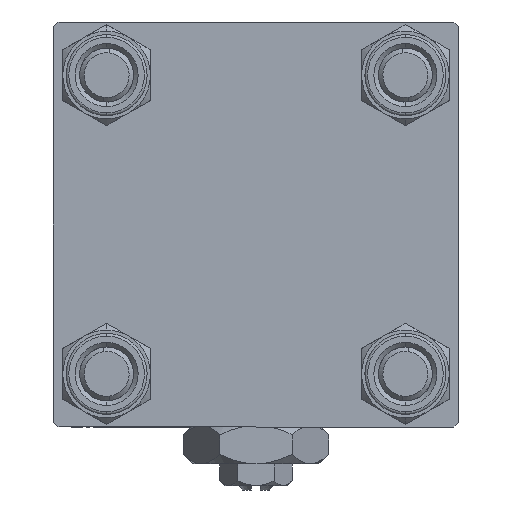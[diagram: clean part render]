
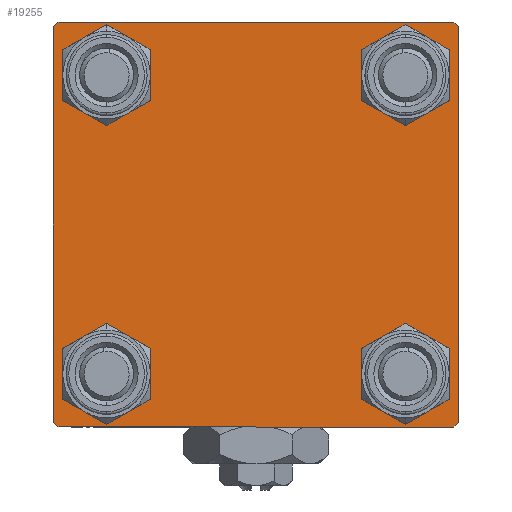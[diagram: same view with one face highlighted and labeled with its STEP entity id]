
A CAD part, left-side view. The second image highlights one B-rep face of the part: STEP entity #19255.
In plain terms, the highlighted planar face has unit normal (-1, 0, 0).
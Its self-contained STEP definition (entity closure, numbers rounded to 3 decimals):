
#667 = CIRCLE ( 'NONE', #29980, 3.5 ) ;
#747 = VERTEX_POINT ( 'NONE', #33069 ) ;
#931 = VERTEX_POINT ( 'NONE', #5419 ) ;
#1134 = VECTOR ( 'NONE', #42710, 1000. ) ;
#1240 = CARTESIAN_POINT ( 'NONE',  ( 0., -16.6, 16.6 ) ) ;
#1752 = DIRECTION ( 'NONE',  ( 0., 0., 1. ) ) ;
#2163 = VECTOR ( 'NONE', #27551, 1000. ) ;
#2164 = LINE ( 'NONE', #14233, #30763 ) ;
#2505 = FACE_OUTER_BOUND ( 'NONE', #33108, .T. ) ;
#2521 = DIRECTION ( 'NONE',  ( 0., -0.707, 0.707 ) ) ;
#3199 = CARTESIAN_POINT ( 'NONE',  ( 0., 22., 22.5 ) ) ;
#3246 = EDGE_CURVE ( 'NONE', #11104, #48176, #667, .T. ) ;
#3278 = CARTESIAN_POINT ( 'NONE',  ( 0., -22.5, -22. ) ) ;
#3522 = LINE ( 'NONE', #19803, #43446 ) ;
#3983 = DIRECTION ( 'NONE',  ( 1., 0., 0. ) ) ;
#3991 = EDGE_CURVE ( 'NONE', #50409, #747, #8243, .T. ) ;
#4183 = AXIS2_PLACEMENT_3D ( 'NONE', #47232, #3983, #44097 ) ;
#4927 = VERTEX_POINT ( 'NONE', #17104 ) ;
#5419 = CARTESIAN_POINT ( 'NONE',  ( 0., 22., -22.5 ) ) ;
#5420 = AXIS2_PLACEMENT_3D ( 'NONE', #50230, #22962, #26129 ) ;
#6018 = ORIENTED_EDGE ( 'NONE', *, *, #32710, .T. ) ;
#6250 = AXIS2_PLACEMENT_3D ( 'NONE', #7353, #8144, #31220 ) ;
#6435 = PLANE ( 'NONE',  #5420 ) ;
#7213 = DIRECTION ( 'NONE',  ( 0., 0., 1. ) ) ;
#7289 = CARTESIAN_POINT ( 'NONE',  ( 0., 16.6, 13.1 ) ) ;
#7353 = CARTESIAN_POINT ( 'NONE',  ( 0., -16.6, -16.6 ) ) ;
#7970 = CIRCLE ( 'NONE', #6250, 3.5 ) ;
#8144 = DIRECTION ( 'NONE',  ( 1., 0., 0. ) ) ;
#8243 = CIRCLE ( 'NONE', #12441, 3.5 ) ;
#8846 = CARTESIAN_POINT ( 'NONE',  ( 0., -22.5, 22. ) ) ;
#9261 = CARTESIAN_POINT ( 'NONE',  ( 0., -16.6, 13.1 ) ) ;
#9794 = DIRECTION ( 'NONE',  ( 0., 0., -1. ) ) ;
#10460 = ORIENTED_EDGE ( 'NONE', *, *, #12504, .T. ) ;
#10803 = CARTESIAN_POINT ( 'NONE',  ( 0., 22.5, 22.5 ) ) ;
#11036 = DIRECTION ( 'NONE',  ( 0., 0., 1. ) ) ;
#11104 = VERTEX_POINT ( 'NONE', #48216 ) ;
#11978 = DIRECTION ( 'NONE',  ( 0., 0., 1. ) ) ;
#12441 = AXIS2_PLACEMENT_3D ( 'NONE', #44121, #40199, #24218 ) ;
#12504 = EDGE_CURVE ( 'NONE', #18112, #931, #18857, .T. ) ;
#13338 = CARTESIAN_POINT ( 'NONE',  ( 0., 16.6, -20.1 ) ) ;
#14132 = EDGE_CURVE ( 'NONE', #48176, #11104, #16967, .T. ) ;
#14233 = CARTESIAN_POINT ( 'NONE',  ( 0., 22.5, -22.5 ) ) ;
#14754 = CIRCLE ( 'NONE', #31501, 3.5 ) ;
#14806 = VERTEX_POINT ( 'NONE', #18814 ) ;
#14913 = ORIENTED_EDGE ( 'NONE', *, *, #14132, .T. ) ;
#15352 = FACE_BOUND ( 'NONE', #38747, .T. ) ;
#15510 = CARTESIAN_POINT ( 'NONE',  ( 0., -16.6, -13.1 ) ) ;
#15920 = CARTESIAN_POINT ( 'NONE',  ( 0., 16.6, 16.6 ) ) ;
#16967 = CIRCLE ( 'NONE', #46261, 3.5 ) ;
#17104 = CARTESIAN_POINT ( 'NONE',  ( 0., -22., 22.5 ) ) ;
#17226 = LINE ( 'NONE', #33220, #46683 ) ;
#17506 = ORIENTED_EDGE ( 'NONE', *, *, #3991, .T. ) ;
#18112 = VERTEX_POINT ( 'NONE', #39000 ) ;
#18376 = VERTEX_POINT ( 'NONE', #3278 ) ;
#18677 = ORIENTED_EDGE ( 'NONE', *, *, #34619, .F. ) ;
#18814 = CARTESIAN_POINT ( 'NONE',  ( 0., 16.6, 20.1 ) ) ;
#18857 = LINE ( 'NONE', #33816, #1134 ) ;
#18881 = LINE ( 'NONE', #26766, #2163 ) ;
#19255 = ADVANCED_FACE ( 'NONE', ( #26906, #15352, #46294, #38164, #2505 ), #6435, .T. ) ;
#19803 = CARTESIAN_POINT ( 'NONE',  ( 0., 22.25, 22.25 ) ) ;
#20724 = EDGE_CURVE ( 'NONE', #49910, #4927, #18881, .T. ) ;
#21610 = CARTESIAN_POINT ( 'NONE',  ( 0., -22.5, 22.5 ) ) ;
#21859 = DIRECTION ( 'NONE',  ( 0., -1., 0. ) ) ;
#22270 = ORIENTED_EDGE ( 'NONE', *, *, #20724, .F. ) ;
#22848 = CARTESIAN_POINT ( 'NONE',  ( 0., 16.6, 16.6 ) ) ;
#22962 = DIRECTION ( 'NONE',  ( -1., 0., 0. ) ) ;
#23087 = VERTEX_POINT ( 'NONE', #15510 ) ;
#24218 = DIRECTION ( 'NONE',  ( 0., 0., 1. ) ) ;
#26129 = DIRECTION ( 'NONE',  ( 0., 0., 1. ) ) ;
#26213 = EDGE_LOOP ( 'NONE', ( #50658, #14913 ) ) ;
#26305 = EDGE_CURVE ( 'NONE', #29223, #18376, #38459, .T. ) ;
#26766 = CARTESIAN_POINT ( 'NONE',  ( 0., 22.5, 22.5 ) ) ;
#26906 = FACE_BOUND ( 'NONE', #26213, .T. ) ;
#27069 = DIRECTION ( 'NONE',  ( 0., 0., -1. ) ) ;
#27303 = DIRECTION ( 'NONE',  ( 1., 0., 0. ) ) ;
#27504 = VERTEX_POINT ( 'NONE', #40356 ) ;
#27551 = DIRECTION ( 'NONE',  ( 0., -1., 0. ) ) ;
#27941 = DIRECTION ( 'NONE',  ( 0., 0.707, -0.707 ) ) ;
#27965 = DIRECTION ( 'NONE',  ( 1., 0., 0. ) ) ;
#29024 = VECTOR ( 'NONE', #2521, 1000. ) ;
#29156 = EDGE_CURVE ( 'NONE', #931, #29223, #2164, .T. ) ;
#29223 = VERTEX_POINT ( 'NONE', #35446 ) ;
#29670 = VECTOR ( 'NONE', #9794, 1000. ) ;
#29980 = AXIS2_PLACEMENT_3D ( 'NONE', #1240, #37935, #1752 ) ;
#30347 = ORIENTED_EDGE ( 'NONE', *, *, #38885, .T. ) ;
#30763 = VECTOR ( 'NONE', #21859, 1000. ) ;
#31220 = DIRECTION ( 'NONE',  ( 0., 0., 1. ) ) ;
#31501 = AXIS2_PLACEMENT_3D ( 'NONE', #31886, #27965, #7213 ) ;
#31886 = CARTESIAN_POINT ( 'NONE',  ( 0., -16.6, -16.6 ) ) ;
#31909 = DIRECTION ( 'NONE',  ( 1., 0., 0. ) ) ;
#32195 = ORIENTED_EDGE ( 'NONE', *, *, #42325, .T. ) ;
#32710 = EDGE_CURVE ( 'NONE', #49910, #27504, #3522, .T. ) ;
#33069 = CARTESIAN_POINT ( 'NONE',  ( 0., 16.6, -13.1 ) ) ;
#33108 = EDGE_LOOP ( 'NONE', ( #51625, #10460, #41187, #46239, #18677, #32195, #22270, #6018 ) ) ;
#33220 = CARTESIAN_POINT ( 'NONE',  ( 0., -22.25, 22.25 ) ) ;
#33816 = CARTESIAN_POINT ( 'NONE',  ( 0., 22.25, -22.25 ) ) ;
#33956 = CARTESIAN_POINT ( 'NONE',  ( 0., -16.6, 16.6 ) ) ;
#34033 = CIRCLE ( 'NONE', #38223, 3.5 ) ;
#34619 = EDGE_CURVE ( 'NONE', #35583, #18376, #41781, .T. ) ;
#34770 = CARTESIAN_POINT ( 'NONE',  ( 0., -22.25, -22.25 ) ) ;
#35212 = EDGE_CURVE ( 'NONE', #37409, #23087, #7970, .T. ) ;
#35358 = CARTESIAN_POINT ( 'NONE',  ( 0., -16.6, -20.1 ) ) ;
#35446 = CARTESIAN_POINT ( 'NONE',  ( 0., -22., -22.5 ) ) ;
#35583 = VERTEX_POINT ( 'NONE', #8846 ) ;
#37409 = VERTEX_POINT ( 'NONE', #35358 ) ;
#37935 = DIRECTION ( 'NONE',  ( 1., 0., 0. ) ) ;
#38164 = FACE_BOUND ( 'NONE', #47591, .T. ) ;
#38223 = AXIS2_PLACEMENT_3D ( 'NONE', #22848, #27303, #11036 ) ;
#38420 = DIRECTION ( 'NONE',  ( 1., 0., 0. ) ) ;
#38459 = LINE ( 'NONE', #34770, #29024 ) ;
#38747 = EDGE_LOOP ( 'NONE', ( #30347, #45834 ) ) ;
#38885 = EDGE_CURVE ( 'NONE', #23087, #37409, #14754, .T. ) ;
#39000 = CARTESIAN_POINT ( 'NONE',  ( 0., 22.5, -22. ) ) ;
#39533 = EDGE_CURVE ( 'NONE', #39772, #14806, #34033, .T. ) ;
#39772 = VERTEX_POINT ( 'NONE', #7289 ) ;
#40199 = DIRECTION ( 'NONE',  ( 1., 0., 0. ) ) ;
#40356 = CARTESIAN_POINT ( 'NONE',  ( 0., 22.5, 22. ) ) ;
#41187 = ORIENTED_EDGE ( 'NONE', *, *, #29156, .T. ) ;
#41335 = DIRECTION ( 'NONE',  ( 0., 0.707, 0.707 ) ) ;
#41742 = CIRCLE ( 'NONE', #48448, 3.5 ) ;
#41781 = LINE ( 'NONE', #21610, #29670 ) ;
#42325 = EDGE_CURVE ( 'NONE', #35583, #4927, #17226, .T. ) ;
#42710 = DIRECTION ( 'NONE',  ( 0., -0.707, -0.707 ) ) ;
#43294 = LINE ( 'NONE', #10803, #44261 ) ;
#43397 = ORIENTED_EDGE ( 'NONE', *, *, #51860, .T. ) ;
#43446 = VECTOR ( 'NONE', #27941, 1000. ) ;
#43465 = EDGE_LOOP ( 'NONE', ( #43397, #17506 ) ) ;
#44097 = DIRECTION ( 'NONE',  ( 0., 0., 1. ) ) ;
#44121 = CARTESIAN_POINT ( 'NONE',  ( 0., 16.6, -16.6 ) ) ;
#44261 = VECTOR ( 'NONE', #27069, 1000. ) ;
#45321 = ORIENTED_EDGE ( 'NONE', *, *, #48655, .T. ) ;
#45834 = ORIENTED_EDGE ( 'NONE', *, *, #35212, .T. ) ;
#46239 = ORIENTED_EDGE ( 'NONE', *, *, #26305, .T. ) ;
#46261 = AXIS2_PLACEMENT_3D ( 'NONE', #33956, #38420, #49949 ) ;
#46294 = FACE_BOUND ( 'NONE', #43465, .T. ) ;
#46683 = VECTOR ( 'NONE', #41335, 1000. ) ;
#47232 = CARTESIAN_POINT ( 'NONE',  ( 0., 16.6, -16.6 ) ) ;
#47591 = EDGE_LOOP ( 'NONE', ( #45321, #51914 ) ) ;
#48176 = VERTEX_POINT ( 'NONE', #9261 ) ;
#48180 = EDGE_CURVE ( 'NONE', #27504, #18112, #43294, .T. ) ;
#48216 = CARTESIAN_POINT ( 'NONE',  ( 0., -16.6, 20.1 ) ) ;
#48448 = AXIS2_PLACEMENT_3D ( 'NONE', #15920, #31909, #11978 ) ;
#48655 = EDGE_CURVE ( 'NONE', #14806, #39772, #41742, .T. ) ;
#49910 = VERTEX_POINT ( 'NONE', #3199 ) ;
#49949 = DIRECTION ( 'NONE',  ( 0., 0., 1. ) ) ;
#50230 = CARTESIAN_POINT ( 'NONE',  ( 0., 0., 0. ) ) ;
#50409 = VERTEX_POINT ( 'NONE', #13338 ) ;
#50658 = ORIENTED_EDGE ( 'NONE', *, *, #3246, .T. ) ;
#51625 = ORIENTED_EDGE ( 'NONE', *, *, #48180, .T. ) ;
#51860 = EDGE_CURVE ( 'NONE', #747, #50409, #51908, .T. ) ;
#51908 = CIRCLE ( 'NONE', #4183, 3.5 ) ;
#51914 = ORIENTED_EDGE ( 'NONE', *, *, #39533, .T. ) ;
